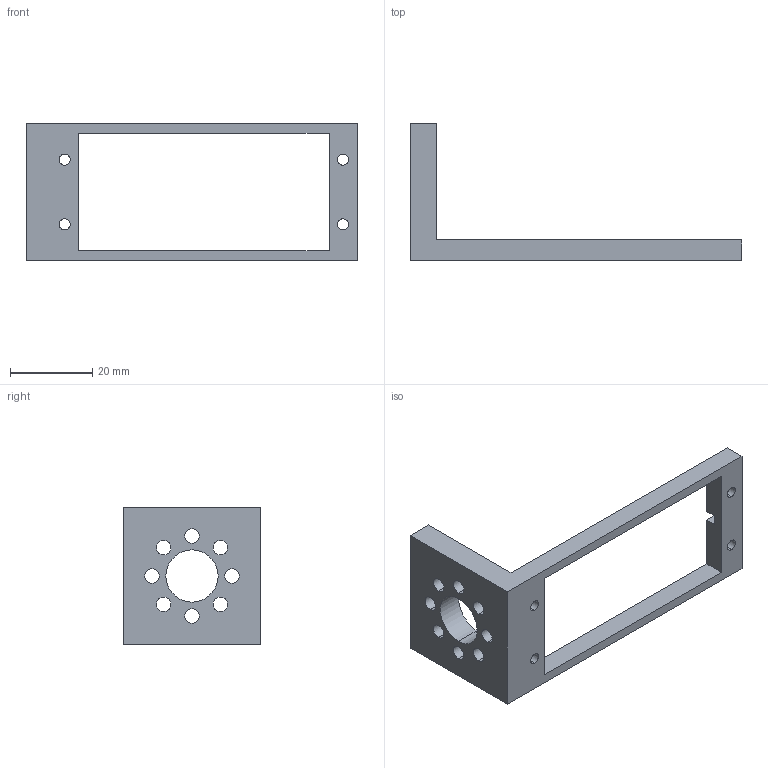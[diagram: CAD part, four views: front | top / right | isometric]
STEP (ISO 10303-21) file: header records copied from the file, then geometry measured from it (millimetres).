
FILE_DESCRIPTION (( 'STEP AP203' ), '1' );
FILE_NAME ('575128.STEP', '2014-07-14T19:05:22', ( 'Kyle' ), ( 'Microsoft' ), 'SwSTEP 2.0', 'SolidWorks 2014', '' );
FILE_SCHEMA (( 'CONFIG_CONTROL_DESIGN' ));
Length unit declared in the file: inch
Products named in the file (1): 575128
Bounding box: 80.86 x 33.53 x 33.53 mm (x, y, z)
Volume: 9319.7 mm3; surface area: 6981.7 mm2
Topology: 1 solids, 1 shells, 53 faces, 152 edges, 98 vertices
Faces by surface type: cylinder 30, plane 19, cone 4
Entity records: 1861 total; most frequent: DIRECTION 316, CARTESIAN_POINT 300, ORIENTED_EDGE 296, EDGE_CURVE 148, AXIS2_PLACEMENT_3D 114, VERTEX_POINT 98, VECTOR 88, LINE 88
